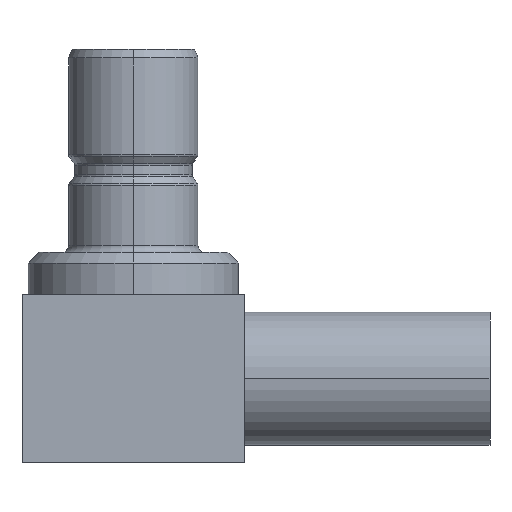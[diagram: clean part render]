
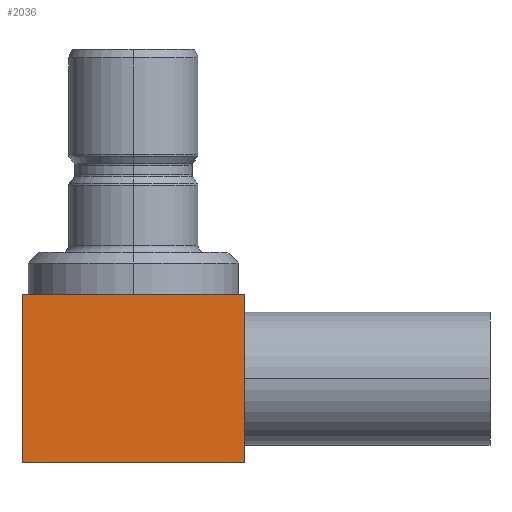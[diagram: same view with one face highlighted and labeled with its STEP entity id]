
A CAD part, left-side view. The second image highlights one B-rep face of the part: STEP entity #2036.
In plain terms, the highlighted planar face has unit normal (-1, 0, 0).
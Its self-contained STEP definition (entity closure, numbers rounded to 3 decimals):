
#29 = EDGE_CURVE ( 'NONE', #1384, #410, #861, .T. ) ;
#91 = ORIENTED_EDGE ( 'NONE', *, *, #2443, .F. ) ;
#144 = DIRECTION ( 'NONE',  ( 0., 0., -1. ) ) ;
#208 = EDGE_CURVE ( 'NONE', #410, #1552, #2824, .T. ) ;
#232 = CARTESIAN_POINT ( 'NONE',  ( -3.175, 3.175, -7. ) ) ;
#267 = VECTOR ( 'NONE', #144, 1000. ) ;
#330 = EDGE_CURVE ( 'NONE', #1552, #935, #622, .T. ) ;
#407 = DIRECTION ( 'NONE',  ( 0., 1., 0. ) ) ;
#410 = VERTEX_POINT ( 'NONE', #2688 ) ;
#505 = PLANE ( 'NONE',  #1181 ) ;
#622 = LINE ( 'NONE', #232, #2305 ) ;
#733 = DIRECTION ( 'NONE',  ( -1., 0., 0. ) ) ;
#760 = LINE ( 'NONE', #2126, #1853 ) ;
#823 = ORIENTED_EDGE ( 'NONE', *, *, #330, .F. ) ;
#861 = LINE ( 'NONE', #2118, #267 ) ;
#868 = EDGE_LOOP ( 'NONE', ( #823, #1914, #1465, #91 ) ) ;
#935 = VERTEX_POINT ( 'NONE', #1953 ) ;
#1181 = AXIS2_PLACEMENT_3D ( 'NONE', #2046, #733, #2279 ) ;
#1384 = VERTEX_POINT ( 'NONE', #2571 ) ;
#1465 = ORIENTED_EDGE ( 'NONE', *, *, #29, .F. ) ;
#1552 = VERTEX_POINT ( 'NONE', #2041 ) ;
#1557 = DIRECTION ( 'NONE',  ( 0., 0., 1. ) ) ;
#1853 = VECTOR ( 'NONE', #2368, 1000. ) ;
#1914 = ORIENTED_EDGE ( 'NONE', *, *, #208, .F. ) ;
#1953 = CARTESIAN_POINT ( 'NONE',  ( -3.175, 3.175, -7. ) ) ;
#2036 = ADVANCED_FACE ( 'NONE', ( #2470 ), #505, .T. ) ;
#2041 = CARTESIAN_POINT ( 'NONE',  ( -3.175, 3.175, -11.8 ) ) ;
#2046 = CARTESIAN_POINT ( 'NONE',  ( -3.175, 0., 0. ) ) ;
#2118 = CARTESIAN_POINT ( 'NONE',  ( -3.175, -3.175, -7. ) ) ;
#2126 = CARTESIAN_POINT ( 'NONE',  ( -3.175, -3.175, -7. ) ) ;
#2180 = CARTESIAN_POINT ( 'NONE',  ( -3.175, 3.175, -11.8 ) ) ;
#2224 = VECTOR ( 'NONE', #407, 1000. ) ;
#2279 = DIRECTION ( 'NONE',  ( 0., 0., 1. ) ) ;
#2305 = VECTOR ( 'NONE', #1557, 1000. ) ;
#2368 = DIRECTION ( 'NONE',  ( 0., -1., 0. ) ) ;
#2443 = EDGE_CURVE ( 'NONE', #935, #1384, #760, .T. ) ;
#2470 = FACE_OUTER_BOUND ( 'NONE', #868, .T. ) ;
#2571 = CARTESIAN_POINT ( 'NONE',  ( -3.175, -3.175, -7. ) ) ;
#2688 = CARTESIAN_POINT ( 'NONE',  ( -3.175, -3.175, -11.8 ) ) ;
#2824 = LINE ( 'NONE', #2180, #2224 ) ;
